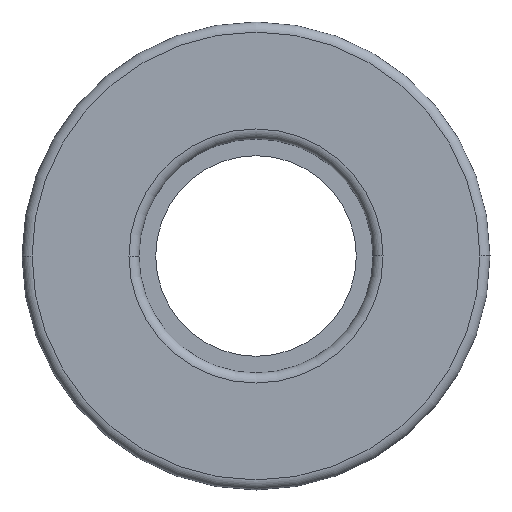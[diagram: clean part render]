
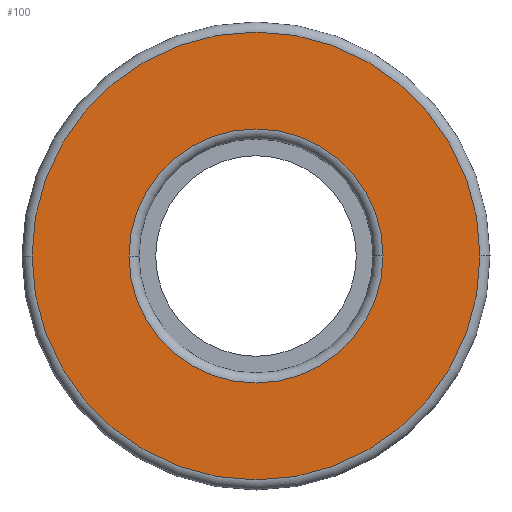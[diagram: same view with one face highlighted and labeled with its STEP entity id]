
A CAD part, left-side view. The second image highlights one B-rep face of the part: STEP entity #100.
In plain terms, the highlighted planar face has unit normal (-1, 0, 0).
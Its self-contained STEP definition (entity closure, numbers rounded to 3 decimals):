
#100=ADVANCED_FACE('',(#234,#235),#236,.T.);
#234=FACE_OUTER_BOUND('',#425,.T.);
#235=FACE_BOUND('',#426,.T.);
#236=PLANE('',#427);
#425=EDGE_LOOP('',(#632,#633));
#426=EDGE_LOOP('',(#634,#635));
#427=AXIS2_PLACEMENT_3D('',#636,#637,#638);
#632=ORIENTED_EDGE('',*,*,#984,.F.);
#633=ORIENTED_EDGE('',*,*,#1007,.F.);
#634=ORIENTED_EDGE('',*,*,#1004,.T.);
#635=ORIENTED_EDGE('',*,*,#991,.T.);
#636=CARTESIAN_POINT('',(0.,0.,10.5));
#637=DIRECTION('',(-1.0,0.,0.));
#638=DIRECTION('',(0.,0.0,1.0));
#984=EDGE_CURVE('',#1150,#1153,#1154,.T.);
#991=EDGE_CURVE('',#1158,#1162,#1164,.T.);
#1004=EDGE_CURVE('',#1162,#1158,#1182,.T.);
#1007=EDGE_CURVE('',#1153,#1150,#1185,.T.);
#1150=VERTEX_POINT('',#1388);
#1153=VERTEX_POINT('',#1391);
#1154=CIRCLE('',#1392,13.4);
#1158=VERTEX_POINT('',#1396);
#1162=VERTEX_POINT('',#1400);
#1164=CIRCLE('',#1402,7.6);
#1182=CIRCLE('',#1420,7.6);
#1185=CIRCLE('',#1423,13.4);
#1388=CARTESIAN_POINT('',(0.,13.4,0.));
#1391=CARTESIAN_POINT('',(0.,-13.4,0.));
#1392=AXIS2_PLACEMENT_3D('',#1632,#1633,#1634);
#1396=CARTESIAN_POINT('',(0.,7.6,0.));
#1400=CARTESIAN_POINT('',(0.,-7.6,0.));
#1402=AXIS2_PLACEMENT_3D('',#1650,#1651,#1652);
#1420=AXIS2_PLACEMENT_3D('',#1677,#1678,#1679);
#1423=AXIS2_PLACEMENT_3D('',#1683,#1684,#1685);
#1632=CARTESIAN_POINT('',(0.,0.0,0.0));
#1633=DIRECTION('',(1.0,0.0,-0.0));
#1634=DIRECTION('',(0.0,0.,1.0));
#1650=CARTESIAN_POINT('',(0.,0.0,0.0));
#1651=DIRECTION('',(1.0,0.0,-0.0));
#1652=DIRECTION('',(0.0,0.,1.0));
#1677=CARTESIAN_POINT('',(0.,0.0,0.0));
#1678=DIRECTION('',(1.0,0.0,-0.0));
#1679=DIRECTION('',(0.0,0.,1.0));
#1683=CARTESIAN_POINT('',(0.,0.0,0.0));
#1684=DIRECTION('',(1.0,0.0,-0.0));
#1685=DIRECTION('',(0.0,0.,1.0));
